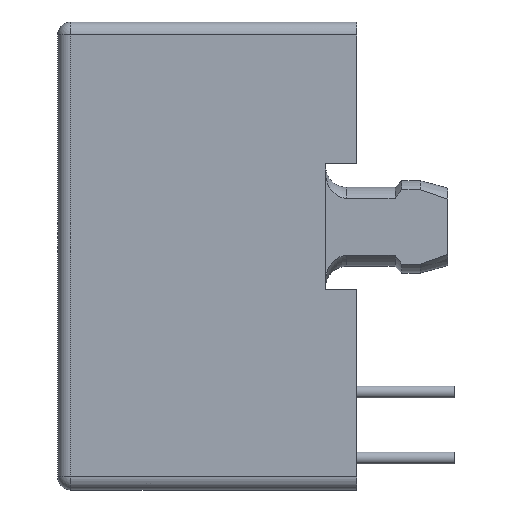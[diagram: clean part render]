
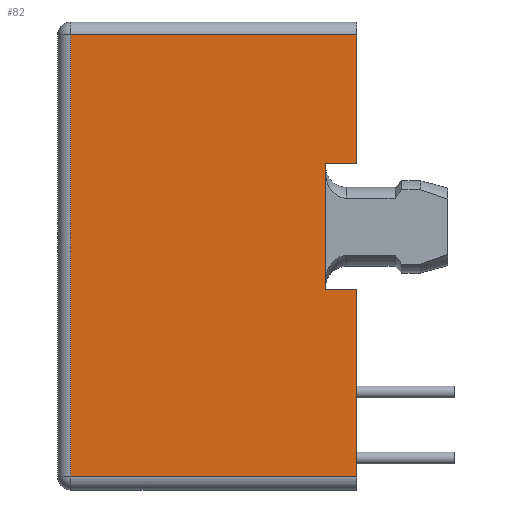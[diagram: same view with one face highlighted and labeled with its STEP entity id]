
A CAD part, left-side view. The second image highlights one B-rep face of the part: STEP entity #82.
In plain terms, the highlighted planar face has unit normal (-1, 0, 0).
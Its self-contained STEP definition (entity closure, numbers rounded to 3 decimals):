
#82=ADVANCED_FACE('3577',(#277),#278,.T.);
#277=FACE_OUTER_BOUND('',#605,.T.);
#278=PLANE('',#606);
#605=EDGE_LOOP('',(#1152,#1153,#1154,#1155,#1156,#1157,#1158,#1159));
#606=AXIS2_PLACEMENT_3D('',#1160,#1161,#1162);
#1152=ORIENTED_EDGE('',*,*,#2256,.F.);
#1153=ORIENTED_EDGE('',*,*,#2207,.F.);
#1154=ORIENTED_EDGE('',*,*,#2212,.T.);
#1155=ORIENTED_EDGE('',*,*,#2255,.T.);
#1156=ORIENTED_EDGE('',*,*,#2257,.T.);
#1157=ORIENTED_EDGE('',*,*,#2258,.F.);
#1158=ORIENTED_EDGE('',*,*,#2259,.T.);
#1159=ORIENTED_EDGE('',*,*,#2260,.F.);
#1160=CARTESIAN_POINT('',(-6.6,11.5,0.0));
#1161=DIRECTION('',(-1.0,0.0,0.0));
#1162=DIRECTION('',(0.0,0.0,1.0));
#2207=EDGE_CURVE('3865',#2670,#2671,#2672,.T.);
#2212=EDGE_CURVE('3871',#2670,#2678,#2680,.T.);
#2255=EDGE_CURVE('3753',#2678,#2750,#2752,.T.);
#2256=EDGE_CURVE('3896',#2671,#2753,#2754,.T.);
#2257=EDGE_CURVE('3914',#2750,#2755,#2756,.T.);
#2258=EDGE_CURVE('3754',#2757,#2755,#2758,.T.);
#2259=EDGE_CURVE('3872',#2757,#2759,#2760,.T.);
#2260=EDGE_CURVE('3894',#2753,#2759,#2761,.T.);
#2670=VERTEX_POINT('',#3413);
#2671=VERTEX_POINT('',#3414);
#2672=LINE('',#3415,#3416);
#2678=VERTEX_POINT('',#3423);
#2680=LINE('',#3426,#3427);
#2750=VERTEX_POINT('',#3529);
#2752=LINE('',#3532,#3533);
#2753=VERTEX_POINT('',#3534);
#2754=LINE('',#3535,#3536);
#2755=VERTEX_POINT('',#3537);
#2756=LINE('',#3538,#3539);
#2757=VERTEX_POINT('',#3540);
#2758=LINE('',#3541,#3542);
#2759=VERTEX_POINT('',#3543);
#2760=LINE('',#3544,#3545);
#2761=LINE('',#3546,#3547);
#3413=CARTESIAN_POINT('',(-6.6,0.0,-17.5));
#3414=CARTESIAN_POINT('',(-6.6,11.0,-17.5));
#3415=CARTESIAN_POINT('',(-6.6,0.0,-17.5));
#3416=VECTOR('',#4529,11.0);
#3423=CARTESIAN_POINT('',(-6.6,0.0,-10.3));
#3426=CARTESIAN_POINT('',(-6.6,0.0,-17.5));
#3427=VECTOR('',#4538,7.2);
#3529=CARTESIAN_POINT('',(-6.6,1.2,-10.3));
#3532=CARTESIAN_POINT('',(-6.6,0.0,-10.3));
#3533=VECTOR('',#4599,1.2);
#3534=CARTESIAN_POINT('',(-6.6,11.0,-0.5));
#3535=CARTESIAN_POINT('',(-6.6,11.0,-17.5));
#3536=VECTOR('',#4600,17.0);
#3537=CARTESIAN_POINT('',(-6.6,1.2,-5.46));
#3538=CARTESIAN_POINT('',(-6.6,1.2,-10.3));
#3539=VECTOR('',#4601,4.84);
#3540=CARTESIAN_POINT('',(-6.6,0.0,-5.46));
#3541=CARTESIAN_POINT('',(-6.6,0.0,-5.46));
#3542=VECTOR('',#4602,1.2);
#3543=CARTESIAN_POINT('',(-6.6,0.0,-0.5));
#3544=CARTESIAN_POINT('',(-6.6,0.0,-5.46));
#3545=VECTOR('',#4603,4.96);
#3546=CARTESIAN_POINT('',(-6.6,11.0,-0.5));
#3547=VECTOR('',#4604,11.0);
#4529=DIRECTION('',(0.0,1.0,0.0));
#4538=DIRECTION('',(0.0,0.0,1.0));
#4599=DIRECTION('',(0.0,1.0,0.0));
#4600=DIRECTION('',(0.0,0.0,1.0));
#4601=DIRECTION('',(0.0,0.0,1.0));
#4602=DIRECTION('',(0.0,1.0,0.0));
#4603=DIRECTION('',(0.0,0.0,1.0));
#4604=DIRECTION('',(0.0,-1.0,0.0));
